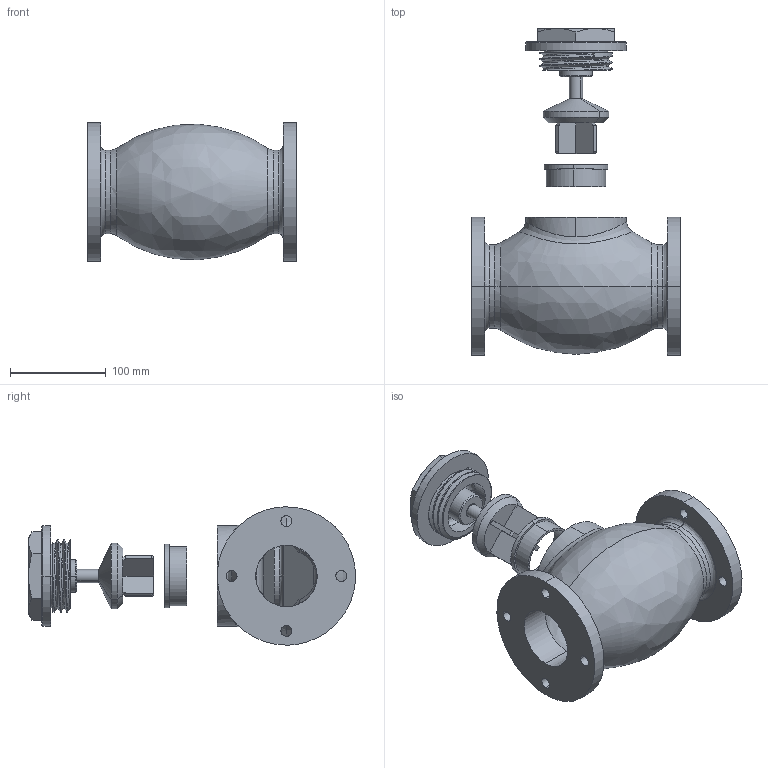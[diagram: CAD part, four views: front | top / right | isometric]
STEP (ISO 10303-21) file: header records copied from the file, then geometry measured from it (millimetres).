
FILE_DESCRIPTION(('FreeCAD Model'),'2;1');
FILE_NAME('Open CASCADE Shape Model','2025-05-03T12:16:43',('FreeCAD'),( 'FreeCAD'),'Open CASCADE STEP processor 7.6','FreeCAD','Unknown');
FILE_SCHEMA(('AUTOMOTIVE_DESIGN { 1 0 10303 214 1 1 1 1 }'));
Length unit declared in the file: millimetre
Products named in the file (1): Open CASCADE STEP translator 7.6 1
Bounding box: 218.2 x 342.12 x 144.7 mm (x, y, z)
Volume: 1621014.5 mm3; surface area: 305024.4 mm2
Topology: 5 solids, 5 shells, 239 faces, 581 edges, 359 vertices
Faces by surface type: bspline 239
Entity records: 14657 total; most frequent: CARTESIAN_POINT 11418, ORIENTED_EDGE 1146, EDGE_CURVE 573, VERTEX_POINT 359, B_SPLINE_CURVE_WITH_KNOTS 294, FACE_BOUND 278, EDGE_LOOP 278, ADVANCED_FACE 239
